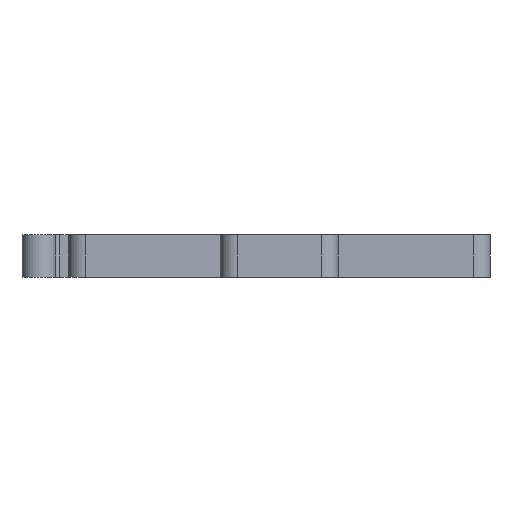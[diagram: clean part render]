
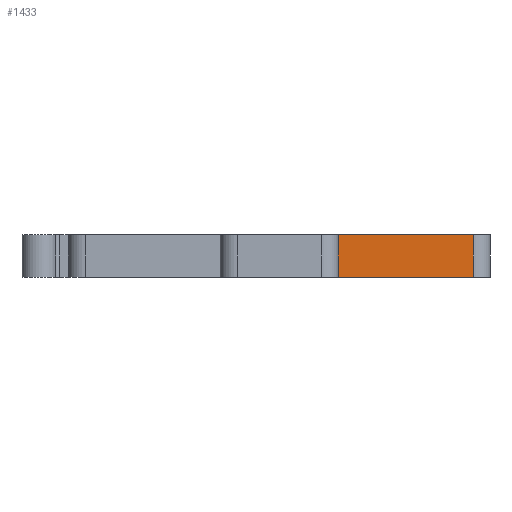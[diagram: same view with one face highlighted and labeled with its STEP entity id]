
A CAD part, front view. The second image highlights one B-rep face of the part: STEP entity #1433.
In plain terms, the highlighted planar face has unit normal (0, -1, 0).
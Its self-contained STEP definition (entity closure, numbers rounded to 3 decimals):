
#108=PLANE('',#1579);
#150=FACE_OUTER_BOUND('',#235,.T.);
#235=EDGE_LOOP('',(#1122,#1123,#1124,#1125));
#413=LINE('',#2217,#531);
#444=LINE('',#2330,#562);
#452=LINE('',#2353,#570);
#453=LINE('',#2354,#571);
#531=VECTOR('',#1758,10.);
#562=VECTOR('',#1865,10.);
#570=VECTOR('',#1891,10.);
#571=VECTOR('',#1892,10.);
#667=VERTEX_POINT('',#2214);
#668=VERTEX_POINT('',#2216);
#712=VERTEX_POINT('',#2328);
#718=VERTEX_POINT('',#2352);
#807=EDGE_CURVE('',#667,#668,#413,.T.);
#865=EDGE_CURVE('',#667,#712,#444,.T.);
#876=EDGE_CURVE('',#718,#712,#452,.T.);
#877=EDGE_CURVE('',#718,#668,#453,.T.);
#1122=ORIENTED_EDGE('',*,*,#865,.T.);
#1123=ORIENTED_EDGE('',*,*,#876,.F.);
#1124=ORIENTED_EDGE('',*,*,#877,.T.);
#1125=ORIENTED_EDGE('',*,*,#807,.F.);
#1433=ADVANCED_FACE('',(#150),#108,.T.);
#1579=AXIS2_PLACEMENT_3D('',#2351,#1889,#1890);
#1758=DIRECTION('',(1.,0.,0.));
#1865=DIRECTION('',(0.,0.,-1.));
#1889=DIRECTION('center_axis',(0.,-1.,0.));
#1890=DIRECTION('ref_axis',(1.,0.,0.));
#1891=DIRECTION('',(-1.,0.,0.));
#1892=DIRECTION('',(0.,0.,1.));
#2214=CARTESIAN_POINT('',(5.,-25.,5.));
#2216=CARTESIAN_POINT('',(23.,-25.,5.));
#2217=CARTESIAN_POINT('',(0.,-25.,5.));
#2328=CARTESIAN_POINT('',(5.,-25.,0.));
#2330=CARTESIAN_POINT('',(5.,-25.,2.5));
#2351=CARTESIAN_POINT('Origin',(-23.,-25.,0.));
#2352=CARTESIAN_POINT('',(23.,-25.,0.));
#2353=CARTESIAN_POINT('',(0.,-25.,0.));
#2354=CARTESIAN_POINT('',(23.,-25.,0.));
